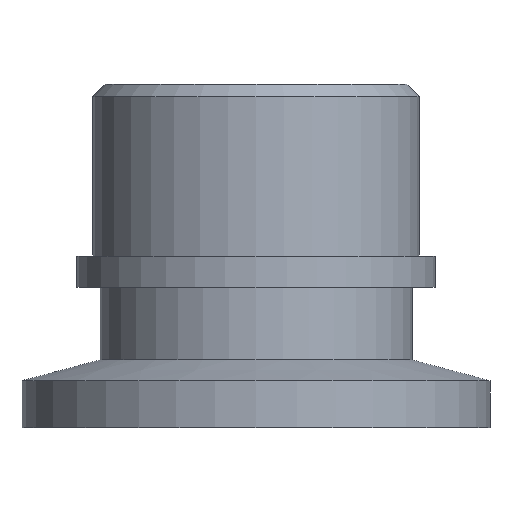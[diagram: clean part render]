
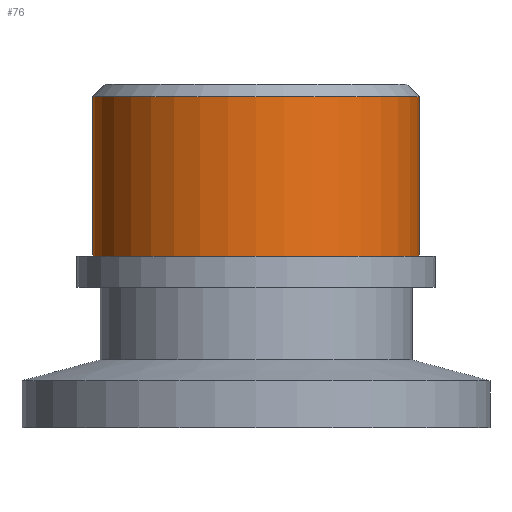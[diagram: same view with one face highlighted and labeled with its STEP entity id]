
A CAD part, front view. The second image highlights one B-rep face of the part: STEP entity #76.
In plain terms, the highlighted cylindrical face has radius 10.477 mm (diameter 20.955 mm), a partial arc.
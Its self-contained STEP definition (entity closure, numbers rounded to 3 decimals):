
#5 = LINE ( 'NONE', #272, #561 ) ;
#15 = VERTEX_POINT ( 'NONE', #119 ) ;
#39 = CIRCLE ( 'NONE', #377, 10.478 ) ;
#49 = DIRECTION ( 'NONE',  ( 0., 0., -1. ) ) ;
#53 = FACE_OUTER_BOUND ( 'NONE', #344, .T. ) ;
#76 = ADVANCED_FACE ( 'NONE', ( #53 ), #270, .T. ) ;
#108 = ORIENTED_EDGE ( 'NONE', *, *, #327, .T. ) ;
#119 = CARTESIAN_POINT ( 'NONE',  ( -10.478, 0., 21.2 ) ) ;
#130 = AXIS2_PLACEMENT_3D ( 'NONE', #230, #361, #414 ) ;
#141 = CARTESIAN_POINT ( 'NONE',  ( 0., 0., 54. ) ) ;
#163 = VERTEX_POINT ( 'NONE', #180 ) ;
#180 = CARTESIAN_POINT ( 'NONE',  ( 10.478, 0., 11. ) ) ;
#193 = ORIENTED_EDGE ( 'NONE', *, *, #308, .T. ) ;
#194 = CIRCLE ( 'NONE', #130, 10.478 ) ;
#195 = CARTESIAN_POINT ( 'NONE',  ( 10.478, 0., 21.2 ) ) ;
#230 = CARTESIAN_POINT ( 'NONE',  ( 0., 0., 21.2 ) ) ;
#232 = EDGE_CURVE ( 'NONE', #163, #489, #39, .T. ) ;
#234 = DIRECTION ( 'NONE',  ( 0., 0., -1. ) ) ;
#253 = ORIENTED_EDGE ( 'NONE', *, *, #232, .F. ) ;
#255 = DIRECTION ( 'NONE',  ( 0., 0., -1. ) ) ;
#264 = DIRECTION ( 'NONE',  ( 0., 0., -1. ) ) ;
#270 = CYLINDRICAL_SURFACE ( 'NONE', #505, 10.478 ) ;
#272 = CARTESIAN_POINT ( 'NONE',  ( 10.478, 0., 54. ) ) ;
#306 = DIRECTION ( 'NONE',  ( -1., 0., 0. ) ) ;
#308 = EDGE_CURVE ( 'NONE', #426, #15, #194, .T. ) ;
#316 = EDGE_CURVE ( 'NONE', #426, #163, #5, .T. ) ;
#326 = LINE ( 'NONE', #459, #524 ) ;
#327 = EDGE_CURVE ( 'NONE', #15, #489, #326, .T. ) ;
#344 = EDGE_LOOP ( 'NONE', ( #466, #193, #108, #253 ) ) ;
#361 = DIRECTION ( 'NONE',  ( 0., 0., -1. ) ) ;
#377 = AXIS2_PLACEMENT_3D ( 'NONE', #497, #255, #306 ) ;
#414 = DIRECTION ( 'NONE',  ( 1., 0., 0. ) ) ;
#415 = DIRECTION ( 'NONE',  ( -1., 0., 0. ) ) ;
#426 = VERTEX_POINT ( 'NONE', #195 ) ;
#459 = CARTESIAN_POINT ( 'NONE',  ( -10.478, 0., 54. ) ) ;
#466 = ORIENTED_EDGE ( 'NONE', *, *, #316, .F. ) ;
#489 = VERTEX_POINT ( 'NONE', #565 ) ;
#497 = CARTESIAN_POINT ( 'NONE',  ( 0., 0., 11. ) ) ;
#505 = AXIS2_PLACEMENT_3D ( 'NONE', #141, #264, #415 ) ;
#524 = VECTOR ( 'NONE', #49, 1000. ) ;
#561 = VECTOR ( 'NONE', #234, 1000. ) ;
#565 = CARTESIAN_POINT ( 'NONE',  ( -10.478, 0., 11. ) ) ;
